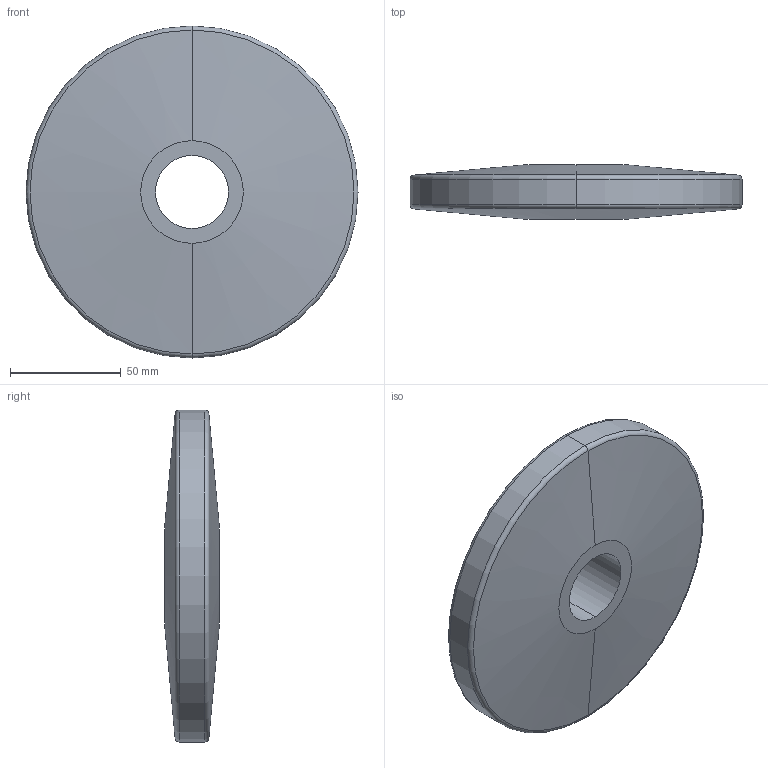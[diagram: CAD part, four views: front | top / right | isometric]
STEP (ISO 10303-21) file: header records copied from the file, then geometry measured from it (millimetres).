
FILE_DESCRIPTION (( 'STEP AP214' ), '1' );
FILE_NAME ('0033172.step', '2024-04-19T10:43:36', ( '' ), ( '' ), 'SwSTEP 2.0', 'SolidWorks 2020', '' );
FILE_SCHEMA (( 'AUTOMOTIVE_DESIGN' ));
Length unit declared in the file: millimetre
Products named in the file (1): 0033172
Bounding box: 150 x 24.5 x 150 mm (x, y, z)
Volume: 321718.2 mm3; surface area: 49845.6 mm2
Topology: 2 solids, 2 shells, 18 faces, 36 edges, 20 vertices
Faces by surface type: cylinder 8, torus 4, cone 4, plane 2
Entity records: 519 total; most frequent: DIRECTION 98, CARTESIAN_POINT 75, ORIENTED_EDGE 72, AXIS2_PLACEMENT_3D 43, EDGE_CURVE 36, CIRCLE 24, EDGE_LOOP 20, VERTEX_POINT 20
